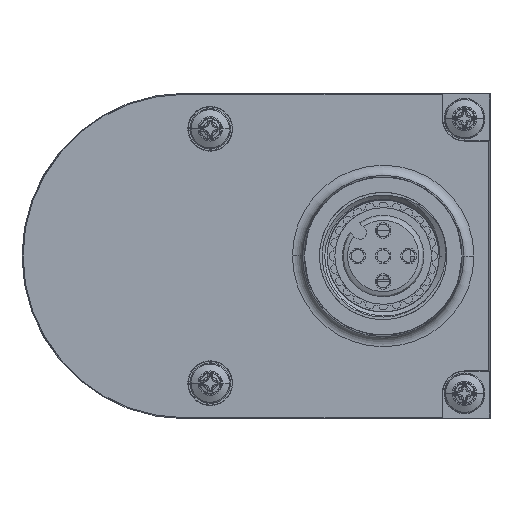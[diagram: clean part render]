
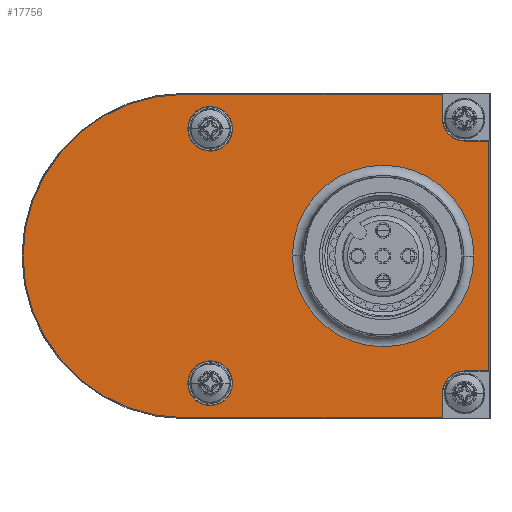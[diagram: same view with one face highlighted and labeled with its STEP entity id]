
A CAD part, left-side view. The second image highlights one B-rep face of the part: STEP entity #17756.
In plain terms, the highlighted face is planar.
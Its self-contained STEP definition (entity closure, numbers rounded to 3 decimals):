
#14486=CARTESIAN_POINT('',(12.5,-2.5,0.));
#14487=DIRECTION('',(0.,0.,1.));
#14488=DIRECTION('',(1.,0.,0.));
#14489=AXIS2_PLACEMENT_3D('',#14486,#14487,#14488);
#14491=CARTESIAN_POINT('',(12.5,-2.5,0.));
#14492=DIRECTION('',(0.,0.,1.));
#14493=DIRECTION('',(-1.,0.,0.));
#14494=AXIS2_PLACEMENT_3D('',#14491,#14492,#14493);
#14496=CARTESIAN_POINT('',(-12.5,-2.5,0.));
#14497=DIRECTION('',(0.,0.,1.));
#14498=DIRECTION('',(1.,0.,0.));
#14499=AXIS2_PLACEMENT_3D('',#14496,#14497,#14498);
#14501=CARTESIAN_POINT('',(-12.5,-2.5,0.));
#14502=DIRECTION('',(0.,0.,1.));
#14503=DIRECTION('',(-1.,0.,0.));
#14504=AXIS2_PLACEMENT_3D('',#14501,#14502,#14503);
#14506=CARTESIAN_POINT('',(0.,0.,0.));
#14507=DIRECTION('',(0.,0.,1.));
#14508=DIRECTION('',(1.,0.,0.));
#14509=AXIS2_PLACEMENT_3D('',#14506,#14507,#14508);
#14511=DIRECTION('',(0.,1.,0.));
#14512=VECTOR('',#14511,25.3);
#14513=CARTESIAN_POINT('',(15.895,-25.3,0.));
#14514=LINE('',#14513,#14512);
#14515=DIRECTION('',(-1.,0.,0.));
#14516=VECTOR('',#14515,2.395);
#14517=CARTESIAN_POINT('',(15.895,-25.3,0.));
#14518=LINE('',#14517,#14516);
#14519=CARTESIAN_POINT('',(13.5,-27.5,0.));
#14520=DIRECTION('',(0.,0.,1.));
#14521=DIRECTION('',(0.,1.,0.));
#14522=AXIS2_PLACEMENT_3D('',#14519,#14520,#14521);
#14524=DIRECTION('',(0.,1.,0.));
#14525=VECTOR('',#14524,2.395);
#14526=CARTESIAN_POINT('',(11.3,-29.895,0.));
#14527=LINE('',#14526,#14525);
#14528=DIRECTION('',(1.,0.,0.));
#14529=VECTOR('',#14528,22.6);
#14530=CARTESIAN_POINT('',(-11.3,-29.895,0.));
#14531=LINE('',#14530,#14529);
#14532=DIRECTION('',(0.,1.,0.));
#14533=VECTOR('',#14532,2.395);
#14534=CARTESIAN_POINT('',(-11.3,-29.895,0.));
#14535=LINE('',#14534,#14533);
#14536=CARTESIAN_POINT('',(-13.5,-27.5,0.));
#14537=DIRECTION('',(0.,0.,1.));
#14538=DIRECTION('',(1.,0.,0.));
#14539=AXIS2_PLACEMENT_3D('',#14536,#14537,#14538);
#14541=DIRECTION('',(1.,0.,0.));
#14542=VECTOR('',#14541,2.395);
#14543=CARTESIAN_POINT('',(-15.895,-25.3,0.));
#14544=LINE('',#14543,#14542);
#14545=DIRECTION('',(0.,1.,0.));
#14546=VECTOR('',#14545,25.3);
#14547=CARTESIAN_POINT('',(-15.895,-25.3,0.));
#14548=LINE('',#14547,#14546);
#14549=CARTESIAN_POINT('',(0.,-19.5,0.));
#14550=DIRECTION('',(0.,0.,1.));
#14551=DIRECTION('',(0.,1.,0.));
#14552=AXIS2_PLACEMENT_3D('',#14549,#14550,#14551);
#14554=CARTESIAN_POINT('',(0.,-19.5,0.));
#14555=DIRECTION('',(0.,0.,1.));
#14556=DIRECTION('',(0.,-1.,0.));
#14557=AXIS2_PLACEMENT_3D('',#14554,#14555,#14556);
#17345=CARTESIAN_POINT('',(15.895,0.,0.));
#17347=VERTEX_POINT('',#17345);
#17349=CARTESIAN_POINT('',(-15.895,0.,0.));
#17351=VERTEX_POINT('',#17349);
#17360=CARTESIAN_POINT('',(14.7,-2.5,0.));
#17361=CARTESIAN_POINT('',(10.3,-2.5,0.));
#17362=VERTEX_POINT('',#17360);
#17363=VERTEX_POINT('',#17361);
#17364=CARTESIAN_POINT('',(-10.3,-2.5,0.));
#17365=CARTESIAN_POINT('',(-14.7,-2.5,0.));
#17366=VERTEX_POINT('',#17364);
#17367=VERTEX_POINT('',#17365);
#17479=CARTESIAN_POINT('',(0.,-10.575,0.));
#17480=CARTESIAN_POINT('',(0.,-28.425,0.));
#17481=VERTEX_POINT('',#17479);
#17482=VERTEX_POINT('',#17480);
#17655=CARTESIAN_POINT('',(13.5,-25.3,0.));
#17656=CARTESIAN_POINT('',(11.3,-27.5,0.));
#17657=VERTEX_POINT('',#17655);
#17658=VERTEX_POINT('',#17656);
#17659=CARTESIAN_POINT('',(-11.3,-27.5,0.));
#17660=CARTESIAN_POINT('',(-13.5,-25.3,0.));
#17661=VERTEX_POINT('',#17659);
#17662=VERTEX_POINT('',#17660);
#17663=CARTESIAN_POINT('',(15.895,-25.3,0.));
#17664=VERTEX_POINT('',#17663);
#17665=CARTESIAN_POINT('',(11.3,-29.895,0.));
#17666=VERTEX_POINT('',#17665);
#17667=CARTESIAN_POINT('',(-11.3,-29.895,0.));
#17668=VERTEX_POINT('',#17667);
#17669=CARTESIAN_POINT('',(-15.895,-25.3,0.));
#17670=VERTEX_POINT('',#17669);
#17711=CARTESIAN_POINT('',(0.,0.,0.));
#17712=DIRECTION('',(0.,0.,1.));
#17713=DIRECTION('',(1.,0.,0.));
#17714=AXIS2_PLACEMENT_3D('',#17711,#17712,#17713);
#17715=PLANE('',#17714);
#17717=ORIENTED_EDGE('',*,*,#17716,.F.);
#17719=ORIENTED_EDGE('',*,*,#17718,.F.);
#17721=ORIENTED_EDGE('',*,*,#17720,.T.);
#17723=ORIENTED_EDGE('',*,*,#17722,.T.);
#17725=ORIENTED_EDGE('',*,*,#17724,.F.);
#17727=ORIENTED_EDGE('',*,*,#17726,.F.);
#17729=ORIENTED_EDGE('',*,*,#17728,.T.);
#17731=ORIENTED_EDGE('',*,*,#17730,.T.);
#17733=ORIENTED_EDGE('',*,*,#17732,.F.);
#17735=ORIENTED_EDGE('',*,*,#17734,.T.);
#17736=EDGE_LOOP('',(#17717,#17719,#17721,#17723,#17725,#17727,#17729,#17731,
#17733,#17735));
#17737=FACE_OUTER_BOUND('',#17736,.F.);
#17739=ORIENTED_EDGE('',*,*,#17738,.T.);
#17741=ORIENTED_EDGE('',*,*,#17740,.T.);
#17742=EDGE_LOOP('',(#17739,#17741));
#17743=FACE_BOUND('',#17742,.F.);
#17745=ORIENTED_EDGE('',*,*,#17744,.T.);
#17747=ORIENTED_EDGE('',*,*,#17746,.T.);
#17748=EDGE_LOOP('',(#17745,#17747));
#17749=FACE_BOUND('',#17748,.F.);
#17751=ORIENTED_EDGE('',*,*,#17750,.T.);
#17753=ORIENTED_EDGE('',*,*,#17752,.T.);
#17754=EDGE_LOOP('',(#17751,#17753));
#17755=FACE_BOUND('',#17754,.F.);
#17756=ADVANCED_FACE('',(#17737,#17743,#17749,#17755),#17715,.T.);
#14490=CIRCLE('',#14489,2.2);
#14495=CIRCLE('',#14494,2.2);
#14500=CIRCLE('',#14499,2.2);
#14505=CIRCLE('',#14504,2.2);
#14510=CIRCLE('',#14509,15.895);
#14523=CIRCLE('',#14522,2.2);
#14540=CIRCLE('',#14539,2.2);
#14553=CIRCLE('',#14552,8.925);
#14558=CIRCLE('',#14557,8.925);
#17716=EDGE_CURVE('',#17347,#17351,#14510,.T.);
#17718=EDGE_CURVE('',#17664,#17347,#14514,.T.);
#17720=EDGE_CURVE('',#17664,#17657,#14518,.T.);
#17722=EDGE_CURVE('',#17657,#17658,#14523,.T.);
#17724=EDGE_CURVE('',#17666,#17658,#14527,.T.);
#17726=EDGE_CURVE('',#17668,#17666,#14531,.T.);
#17728=EDGE_CURVE('',#17668,#17661,#14535,.T.);
#17730=EDGE_CURVE('',#17661,#17662,#14540,.T.);
#17732=EDGE_CURVE('',#17670,#17662,#14544,.T.);
#17734=EDGE_CURVE('',#17670,#17351,#14548,.T.);
#17738=EDGE_CURVE('',#17366,#17367,#14500,.T.);
#17740=EDGE_CURVE('',#17367,#17366,#14505,.T.);
#17744=EDGE_CURVE('',#17362,#17363,#14490,.T.);
#17746=EDGE_CURVE('',#17363,#17362,#14495,.T.);
#17750=EDGE_CURVE('',#17481,#17482,#14553,.T.);
#17752=EDGE_CURVE('',#17482,#17481,#14558,.T.);
